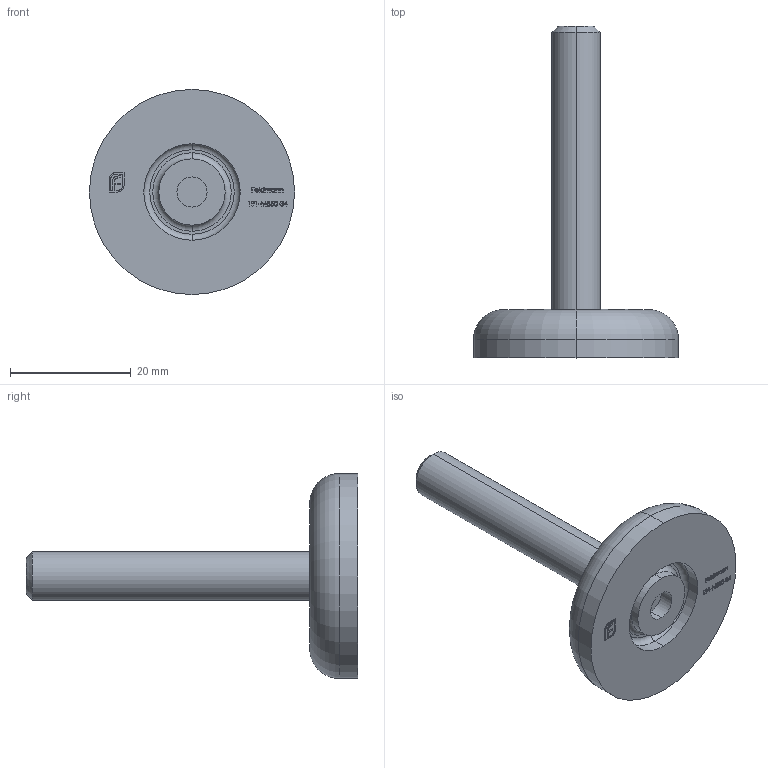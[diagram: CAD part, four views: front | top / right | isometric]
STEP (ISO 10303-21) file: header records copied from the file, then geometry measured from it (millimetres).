
FILE_DESCRIPTION (( 'STEP AP203' ), '1' );
FILE_NAME ('191-M850-34.step', '2021-01-29T09:04:46', ( '' ), ( '' ), 'SwSTEP 2.0', 'SolidWorks 2018', '' );
FILE_SCHEMA (( 'CONFIG_CONTROL_DESIGN' ));
Length unit declared in the file: millimetre
Products named in the file (2): 191-M850-34
Bounding box: 34 x 55 x 34 mm (x, y, z)
Volume: 8668.9 mm3; surface area: 4100 mm2
Topology: 2 solids, 2 shells, 313 faces, 823 edges, 546 vertices
Faces by surface type: plane 168, bspline 125, cylinder 12, torus 6, cone 2
Entity records: 15690 total; most frequent: CARTESIAN_POINT 8625, ORIENTED_EDGE 1646, DIRECTION 991, EDGE_CURVE 823, VERTEX_POINT 546, LINE 535, VECTOR 535, EDGE_LOOP 345
